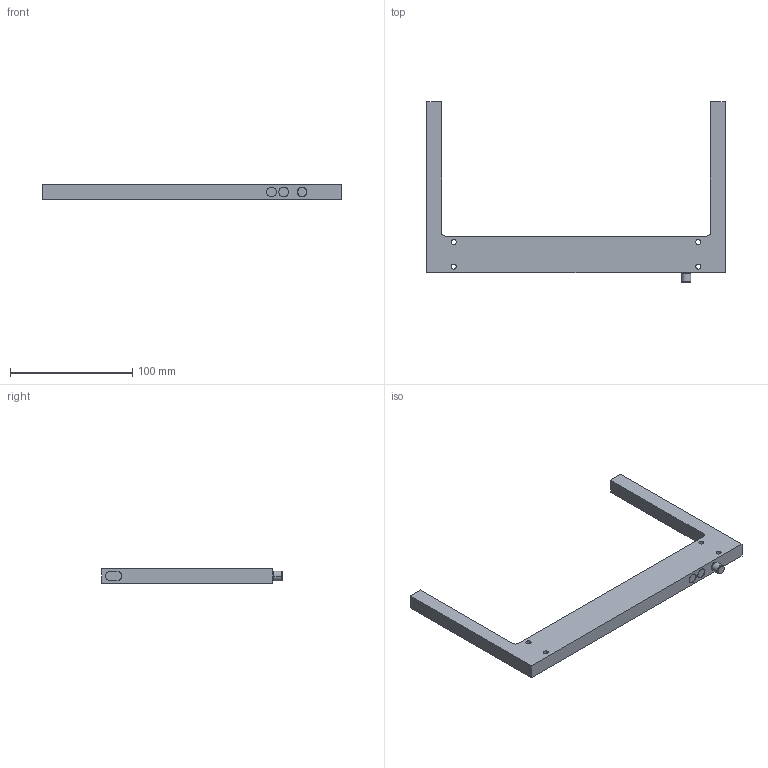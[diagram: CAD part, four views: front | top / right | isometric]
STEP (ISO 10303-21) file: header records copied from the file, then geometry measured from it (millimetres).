
FILE_DESCRIPTION(('STEP AP214'),'1');
FILE_NAME('tmp0.step','2014-11-26T14:09:40',(' '),(' '),'Spatial InterOp 3D',' ',' ');
FILE_SCHEMA(('automotive_design'));
Length unit declared in the file: millimetre
Products named in the file (1): 1
Bounding box: 244 x 148 x 12 mm (x, y, z)
Volume: 119130.5 mm3; surface area: 32624.5 mm2
Topology: 1 solids, 2 shells, 63 faces, 150 edges, 100 vertices
Faces by surface type: cylinder 38, plane 25
Entity records: 3022 total; most frequent: DIRECTION 354, CARTESIAN_POINT 314, ORIENTED_EDGE 300, STYLED_ITEM 188, PRESENTATION_STYLE_ASSIGNMENT 188, COLOUR_RGB 188, EDGE_CURVE 150, AXIS2_PLACEMENT_3D 140
